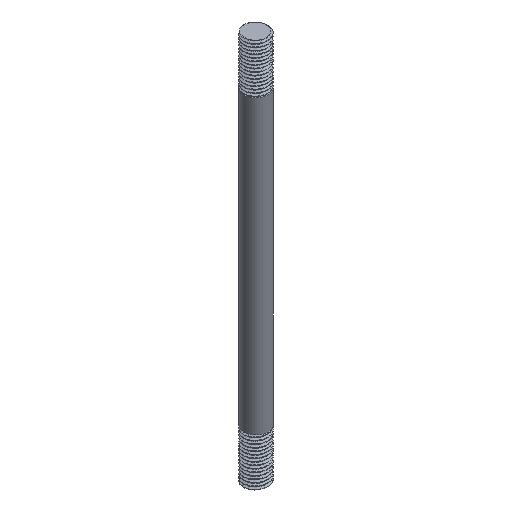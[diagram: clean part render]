
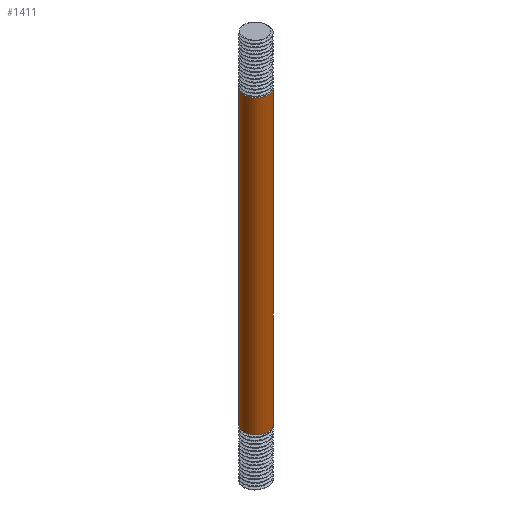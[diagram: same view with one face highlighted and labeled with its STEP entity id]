
A CAD part, isometric view. The second image highlights one B-rep face of the part: STEP entity #1411.
In plain terms, the highlighted cylindrical face has radius 12.7 mm (diameter 25.4 mm), a full revolution.
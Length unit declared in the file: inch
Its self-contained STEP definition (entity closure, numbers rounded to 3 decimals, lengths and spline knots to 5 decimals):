
#99=FACE_OUTER_BOUND('',#178,.T.);
#178=EDGE_LOOP('',(#1256,#1257,#1258,#1259));
#188=CIRCLE('',#1503,0.5);
#190=CIRCLE('',#1507,0.5);
#399=LINE('',#9688,#464);
#464=VECTOR('',#1739,0.5);
#609=VERTEX_POINT('',#9680);
#610=VERTEX_POINT('',#9685);
#826=EDGE_CURVE('',#609,#609,#188,.T.);
#828=EDGE_CURVE('',#610,#610,#190,.T.);
#829=EDGE_CURVE('',#609,#610,#399,.T.);
#1256=ORIENTED_EDGE('',*,*,#826,.T.);
#1257=ORIENTED_EDGE('',*,*,#829,.T.);
#1258=ORIENTED_EDGE('',*,*,#828,.T.);
#1259=ORIENTED_EDGE('',*,*,#829,.F.);
#1336=CYLINDRICAL_SURFACE('',#1508,0.5);
#1411=ADVANCED_FACE('',(#99),#1336,.T.);
#1503=AXIS2_PLACEMENT_3D('',#9681,#1727,#1728);
#1507=AXIS2_PLACEMENT_3D('',#9686,#1735,#1736);
#1508=AXIS2_PLACEMENT_3D('',#9687,#1737,#1738);
#1727=DIRECTION('center_axis',(0.,0.,-1.));
#1728=DIRECTION('ref_axis',(1.,0.,0.));
#1735=DIRECTION('center_axis',(0.,0.,1.));
#1736=DIRECTION('ref_axis',(1.,0.,0.));
#1737=DIRECTION('center_axis',(0.,0.,1.));
#1738=DIRECTION('ref_axis',(1.,0.,0.));
#1739=DIRECTION('',(0.,0.,-1.));
#9680=CARTESIAN_POINT('',(-0.5,0.,14.));
#9681=CARTESIAN_POINT('Origin',(0.,0.,14.));
#9685=CARTESIAN_POINT('',(-0.5,0.,2.));
#9686=CARTESIAN_POINT('Origin',(0.,0.,2.));
#9687=CARTESIAN_POINT('Origin',(0.,0.,0.));
#9688=CARTESIAN_POINT('',(-0.5,0.,0.));
